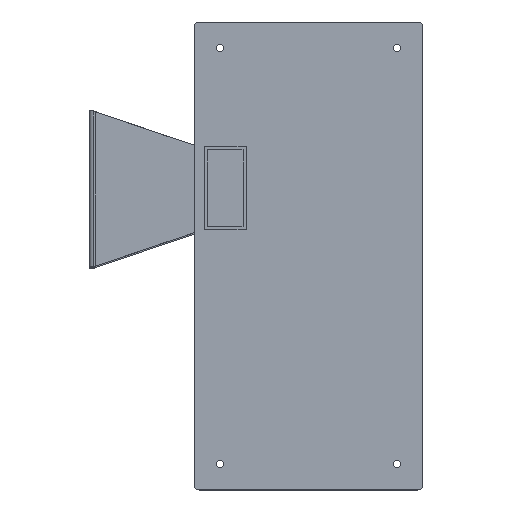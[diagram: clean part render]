
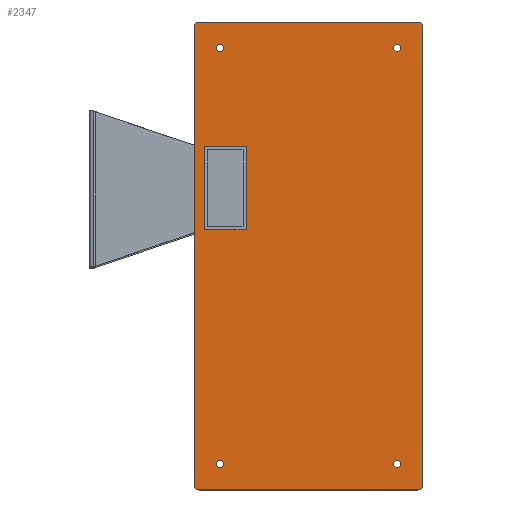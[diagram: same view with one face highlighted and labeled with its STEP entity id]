
A CAD part, top view. The second image highlights one B-rep face of the part: STEP entity #2347.
In plain terms, the highlighted planar face has unit normal (0, 0, 1).
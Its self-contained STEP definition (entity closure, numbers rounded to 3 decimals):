
#17 = LINE ( 'NONE', #1638, #1699 ) ;
#35 = AXIS2_PLACEMENT_3D ( 'NONE', #661, #1457, #201 ) ;
#41 = FACE_BOUND ( 'NONE', #1201, .T. ) ;
#44 = EDGE_CURVE ( 'NONE', #1549, #108, #2422, .T. ) ;
#62 = CARTESIAN_POINT ( 'NONE',  ( -30., 155., 552.5 ) ) ;
#74 = VERTEX_POINT ( 'NONE', #1188 ) ;
#86 = CARTESIAN_POINT ( 'NONE',  ( 185., -285., 552.5 ) ) ;
#108 = VERTEX_POINT ( 'NONE', #892 ) ;
#125 = EDGE_LOOP ( 'NONE', ( #1036 ) ) ;
#139 = CARTESIAN_POINT ( 'NONE',  ( 190., 155., 552.5 ) ) ;
#160 = ORIENTED_EDGE ( 'NONE', *, *, #2762, .F. ) ;
#168 = CARTESIAN_POINT ( 'NONE',  ( -20., -40., 552.5 ) ) ;
#177 = FACE_OUTER_BOUND ( 'NONE', #719, .T. ) ;
#201 = DIRECTION ( 'NONE',  ( 1., 0., 0. ) ) ;
#205 = CARTESIAN_POINT ( 'NONE',  ( -25., -290., 552.5 ) ) ;
#212 = CARTESIAN_POINT ( 'NONE',  ( 20., -40., 552.5 ) ) ;
#228 = VECTOR ( 'NONE', #2116, 1000. ) ;
#262 = CARTESIAN_POINT ( 'NONE',  ( -20., 40., 552.5 ) ) ;
#265 = DIRECTION ( 'NONE',  ( 0., 0., 1. ) ) ;
#330 = VECTOR ( 'NONE', #1469, 1000. ) ;
#332 = DIRECTION ( 'NONE',  ( -1., 0., 0. ) ) ;
#392 = CIRCLE ( 'NONE', #2006, 5. ) ;
#406 = DIRECTION ( 'NONE',  ( 1., 0., 0. ) ) ;
#407 = ORIENTED_EDGE ( 'NONE', *, *, #44, .T. ) ;
#426 = VECTOR ( 'NONE', #1525, 1000. ) ;
#429 = FACE_BOUND ( 'NONE', #125, .T. ) ;
#448 = ORIENTED_EDGE ( 'NONE', *, *, #1609, .T. ) ;
#454 = CARTESIAN_POINT ( 'NONE',  ( 190., 155., 552.5 ) ) ;
#458 = AXIS2_PLACEMENT_3D ( 'NONE', #2387, #1900, #1758 ) ;
#461 = AXIS2_PLACEMENT_3D ( 'NONE', #761, #1013, #1479 ) ;
#465 = ORIENTED_EDGE ( 'NONE', *, *, #2425, .T. ) ;
#466 = CARTESIAN_POINT ( 'NONE',  ( -25., 160., 552.5 ) ) ;
#480 = CARTESIAN_POINT ( 'NONE',  ( 190., -285., 552.5 ) ) ;
#487 = VERTEX_POINT ( 'NONE', #205 ) ;
#505 = VECTOR ( 'NONE', #2011, 1000. ) ;
#520 = EDGE_CURVE ( 'NONE', #612, #1181, #947, .T. ) ;
#549 = VERTEX_POINT ( 'NONE', #212 ) ;
#571 = EDGE_CURVE ( 'NONE', #1181, #2710, #2725, .T. ) ;
#612 = VERTEX_POINT ( 'NONE', #2655 ) ;
#625 = AXIS2_PLACEMENT_3D ( 'NONE', #916, #1207, #332 ) ;
#630 = DIRECTION ( 'NONE',  ( 1., 0., 0. ) ) ;
#661 = CARTESIAN_POINT ( 'NONE',  ( -5., 135., 552.5 ) ) ;
#693 = EDGE_LOOP ( 'NONE', ( #2376, #2556, #2272, #448 ) ) ;
#719 = EDGE_LOOP ( 'NONE', ( #1502, #465, #1820, #1976, #2071, #1639, #407, #1863 ) ) ;
#729 = AXIS2_PLACEMENT_3D ( 'NONE', #1116, #977, #2080 ) ;
#761 = CARTESIAN_POINT ( 'NONE',  ( 165., 135., 552.5 ) ) ;
#762 = EDGE_CURVE ( 'NONE', #74, #74, #1982, .T. ) ;
#814 = AXIS2_PLACEMENT_3D ( 'NONE', #1764, #1529, #1670 ) ;
#817 = CIRCLE ( 'NONE', #458, 5. ) ;
#844 = ORIENTED_EDGE ( 'NONE', *, *, #1641, .F. ) ;
#892 = CARTESIAN_POINT ( 'NONE',  ( -25., 160., 552.5 ) ) ;
#910 = FACE_BOUND ( 'NONE', #1584, .T. ) ;
#916 = CARTESIAN_POINT ( 'NONE',  ( -25., -285., 552.5 ) ) ;
#947 = LINE ( 'NONE', #1875, #2118 ) ;
#977 = DIRECTION ( 'NONE',  ( 0., 0., 1. ) ) ;
#1013 = DIRECTION ( 'NONE',  ( 0., 0., 1. ) ) ;
#1036 = ORIENTED_EDGE ( 'NONE', *, *, #1298, .F. ) ;
#1049 = LINE ( 'NONE', #2720, #330 ) ;
#1052 = LINE ( 'NONE', #168, #505 ) ;
#1055 = CARTESIAN_POINT ( 'NONE',  ( 165., -265., 552.5 ) ) ;
#1074 = EDGE_CURVE ( 'NONE', #2710, #549, #1049, .T. ) ;
#1096 = VERTEX_POINT ( 'NONE', #2637 ) ;
#1108 = CIRCLE ( 'NONE', #729, 3.5 ) ;
#1113 = CARTESIAN_POINT ( 'NONE',  ( 185., 160., 552.5 ) ) ;
#1116 = CARTESIAN_POINT ( 'NONE',  ( -5., -265., 552.5 ) ) ;
#1181 = VERTEX_POINT ( 'NONE', #2123 ) ;
#1188 = CARTESIAN_POINT ( 'NONE',  ( 168.5, 135., 552.5 ) ) ;
#1201 = EDGE_LOOP ( 'NONE', ( #160 ) ) ;
#1207 = DIRECTION ( 'NONE',  ( 0., 0., 1. ) ) ;
#1215 = EDGE_CURVE ( 'NONE', #2564, #1320, #1849, .T. ) ;
#1261 = CARTESIAN_POINT ( 'NONE',  ( -30., -285., 552.5 ) ) ;
#1275 = EDGE_CURVE ( 'NONE', #108, #2564, #817, .T. ) ;
#1289 = CARTESIAN_POINT ( 'NONE',  ( 168.5, -265., 552.5 ) ) ;
#1290 = DIRECTION ( 'NONE',  ( 1., 0., 0. ) ) ;
#1298 = EDGE_CURVE ( 'NONE', #2586, #2586, #1108, .T. ) ;
#1320 = VERTEX_POINT ( 'NONE', #1261 ) ;
#1333 = AXIS2_PLACEMENT_3D ( 'NONE', #1055, #2277, #1290 ) ;
#1352 = CIRCLE ( 'NONE', #814, 5. ) ;
#1354 = VERTEX_POINT ( 'NONE', #480 ) ;
#1384 = AXIS2_PLACEMENT_3D ( 'NONE', #86, #1658, #2076 ) ;
#1419 = CARTESIAN_POINT ( 'NONE',  ( 20., 40., 552.5 ) ) ;
#1457 = DIRECTION ( 'NONE',  ( 0., 0., 1. ) ) ;
#1469 = DIRECTION ( 'NONE',  ( 0., -1., 0. ) ) ;
#1479 = DIRECTION ( 'NONE',  ( 1., 0., 0. ) ) ;
#1502 = ORIENTED_EDGE ( 'NONE', *, *, #1215, .T. ) ;
#1513 = CARTESIAN_POINT ( 'NONE',  ( 185., -285., 552.5 ) ) ;
#1525 = DIRECTION ( 'NONE',  ( 0., -1., 0. ) ) ;
#1529 = DIRECTION ( 'NONE',  ( 0., 0., 1. ) ) ;
#1549 = VERTEX_POINT ( 'NONE', #1113 ) ;
#1551 = ORIENTED_EDGE ( 'NONE', *, *, #762, .F. ) ;
#1584 = EDGE_LOOP ( 'NONE', ( #1551 ) ) ;
#1593 = VERTEX_POINT ( 'NONE', #2758 ) ;
#1609 = EDGE_CURVE ( 'NONE', #549, #612, #1052, .T. ) ;
#1638 = CARTESIAN_POINT ( 'NONE',  ( -25., -290., 552.5 ) ) ;
#1639 = ORIENTED_EDGE ( 'NONE', *, *, #2508, .T. ) ;
#1641 = EDGE_CURVE ( 'NONE', #2407, #2407, #1922, .T. ) ;
#1658 = DIRECTION ( 'NONE',  ( 0., 0., -1. ) ) ;
#1670 = DIRECTION ( 'NONE',  ( -1., 0., 0. ) ) ;
#1699 = VECTOR ( 'NONE', #406, 1000. ) ;
#1758 = DIRECTION ( 'NONE',  ( -1., 0., 0. ) ) ;
#1764 = CARTESIAN_POINT ( 'NONE',  ( 185., 155., 552.5 ) ) ;
#1792 = EDGE_CURVE ( 'NONE', #1096, #1354, #392, .T. ) ;
#1820 = ORIENTED_EDGE ( 'NONE', *, *, #2770, .T. ) ;
#1849 = LINE ( 'NONE', #2213, #426 ) ;
#1863 = ORIENTED_EDGE ( 'NONE', *, *, #1275, .T. ) ;
#1874 = EDGE_CURVE ( 'NONE', #1354, #2126, #2568, .T. ) ;
#1875 = CARTESIAN_POINT ( 'NONE',  ( -20., 40., 552.5 ) ) ;
#1884 = DIRECTION ( 'NONE',  ( -1., 0., 0. ) ) ;
#1900 = DIRECTION ( 'NONE',  ( 0., 0., 1. ) ) ;
#1922 = CIRCLE ( 'NONE', #1333, 3.5 ) ;
#1976 = ORIENTED_EDGE ( 'NONE', *, *, #1792, .T. ) ;
#1982 = CIRCLE ( 'NONE', #461, 3.5 ) ;
#2006 = AXIS2_PLACEMENT_3D ( 'NONE', #1513, #265, #1884 ) ;
#2011 = DIRECTION ( 'NONE',  ( -1., 0., 0. ) ) ;
#2071 = ORIENTED_EDGE ( 'NONE', *, *, #1874, .T. ) ;
#2076 = DIRECTION ( 'NONE',  ( -1., 0., 0. ) ) ;
#2080 = DIRECTION ( 'NONE',  ( 1., 0., 0. ) ) ;
#2082 = CIRCLE ( 'NONE', #35, 3.5 ) ;
#2116 = DIRECTION ( 'NONE',  ( -1., 0., 0. ) ) ;
#2118 = VECTOR ( 'NONE', #2409, 1000. ) ;
#2123 = CARTESIAN_POINT ( 'NONE',  ( -20., 40., 552.5 ) ) ;
#2126 = VERTEX_POINT ( 'NONE', #454 ) ;
#2149 = VECTOR ( 'NONE', #2334, 1000. ) ;
#2162 = CIRCLE ( 'NONE', #625, 5. ) ;
#2210 = PLANE ( 'NONE',  #1384 ) ;
#2213 = CARTESIAN_POINT ( 'NONE',  ( -30., 155., 552.5 ) ) ;
#2272 = ORIENTED_EDGE ( 'NONE', *, *, #1074, .T. ) ;
#2277 = DIRECTION ( 'NONE',  ( 0., 0., 1. ) ) ;
#2306 = EDGE_LOOP ( 'NONE', ( #844 ) ) ;
#2334 = DIRECTION ( 'NONE',  ( 0., 1., 0. ) ) ;
#2347 = ADVANCED_FACE ( 'NONE', ( #41, #177, #2381, #2519, #429, #910 ), #2210, .F. ) ;
#2376 = ORIENTED_EDGE ( 'NONE', *, *, #520, .T. ) ;
#2381 = FACE_BOUND ( 'NONE', #693, .T. ) ;
#2387 = CARTESIAN_POINT ( 'NONE',  ( -25., 155., 552.5 ) ) ;
#2407 = VERTEX_POINT ( 'NONE', #1289 ) ;
#2409 = DIRECTION ( 'NONE',  ( 0., 1., 0. ) ) ;
#2422 = LINE ( 'NONE', #466, #228 ) ;
#2425 = EDGE_CURVE ( 'NONE', #1320, #487, #2162, .T. ) ;
#2502 = CARTESIAN_POINT ( 'NONE',  ( -1.5, -265., 552.5 ) ) ;
#2508 = EDGE_CURVE ( 'NONE', #2126, #1549, #1352, .T. ) ;
#2519 = FACE_BOUND ( 'NONE', #2306, .T. ) ;
#2525 = VECTOR ( 'NONE', #630, 1000. ) ;
#2556 = ORIENTED_EDGE ( 'NONE', *, *, #571, .T. ) ;
#2564 = VERTEX_POINT ( 'NONE', #62 ) ;
#2568 = LINE ( 'NONE', #139, #2149 ) ;
#2586 = VERTEX_POINT ( 'NONE', #2502 ) ;
#2637 = CARTESIAN_POINT ( 'NONE',  ( 185., -290., 552.5 ) ) ;
#2655 = CARTESIAN_POINT ( 'NONE',  ( -20., -40., 552.5 ) ) ;
#2710 = VERTEX_POINT ( 'NONE', #1419 ) ;
#2720 = CARTESIAN_POINT ( 'NONE',  ( 20., 40., 552.5 ) ) ;
#2725 = LINE ( 'NONE', #262, #2525 ) ;
#2758 = CARTESIAN_POINT ( 'NONE',  ( -1.5, 135., 552.5 ) ) ;
#2762 = EDGE_CURVE ( 'NONE', #1593, #1593, #2082, .T. ) ;
#2770 = EDGE_CURVE ( 'NONE', #487, #1096, #17, .T. ) ;
